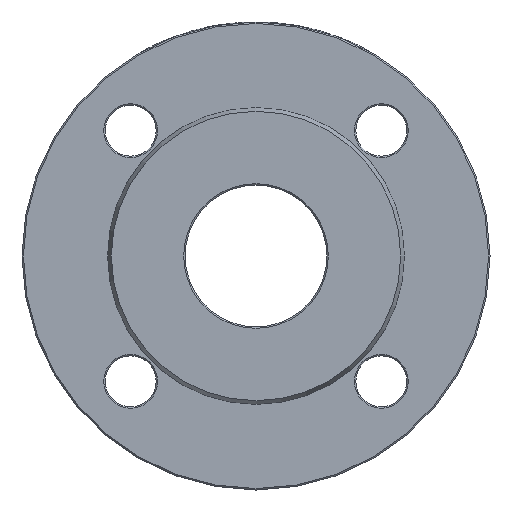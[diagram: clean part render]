
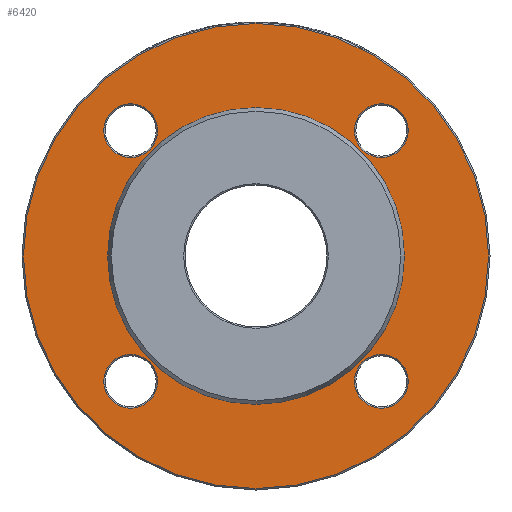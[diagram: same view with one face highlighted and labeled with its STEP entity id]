
A CAD part, left-side view. The second image highlights one B-rep face of the part: STEP entity #6420.
In plain terms, the highlighted planar face has unit normal (-1, 0, 0).
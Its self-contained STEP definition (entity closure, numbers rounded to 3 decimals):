
#7 = AXIS2_PLACEMENT_3D ( 'NONE', #4071, #4147, #1187 ) ;
#27 = DIRECTION ( 'NONE',  ( 0., 0., -1. ) ) ;
#286 = CARTESIAN_POINT ( 'NONE',  ( 3., -44.194, 53.694 ) ) ;
#387 = AXIS2_PLACEMENT_3D ( 'NONE', #1821, #4118, #4564 ) ;
#430 = DIRECTION ( 'NONE',  ( 1., 0., 0. ) ) ;
#505 = FACE_BOUND ( 'NONE', #6024, .T. ) ;
#720 = CIRCLE ( 'NONE', #3836, 9.5 ) ;
#735 = DIRECTION ( 'NONE',  ( 0., 0., -1. ) ) ;
#747 = EDGE_CURVE ( 'NONE', #5350, #5350, #6833, .T. ) ;
#876 = CIRCLE ( 'NONE', #387, 9.5 ) ;
#1116 = CIRCLE ( 'NONE', #4583, 82. ) ;
#1133 = ORIENTED_EDGE ( 'NONE', *, *, #747, .T. ) ;
#1187 = DIRECTION ( 'NONE',  ( 0., 1., 0. ) ) ;
#1194 = CARTESIAN_POINT ( 'NONE',  ( 3., 44.194, -44.194 ) ) ;
#1322 = EDGE_LOOP ( 'NONE', ( #6463 ) ) ;
#1341 = CIRCLE ( 'NONE', #5998, 52.336 ) ;
#1399 = ORIENTED_EDGE ( 'NONE', *, *, #1668, .F. ) ;
#1489 = FACE_BOUND ( 'NONE', #2637, .T. ) ;
#1637 = FACE_BOUND ( 'NONE', #4744, .T. ) ;
#1668 = EDGE_CURVE ( 'NONE', #2015, #2015, #1341, .T. ) ;
#1712 = AXIS2_PLACEMENT_3D ( 'NONE', #2802, #430, #3774 ) ;
#1821 = CARTESIAN_POINT ( 'NONE',  ( 3., -44.194, -44.194 ) ) ;
#1829 = ORIENTED_EDGE ( 'NONE', *, *, #3139, .T. ) ;
#1901 = CARTESIAN_POINT ( 'NONE',  ( 3., 44.194, -53.694 ) ) ;
#2015 = VERTEX_POINT ( 'NONE', #5458 ) ;
#2067 = AXIS2_PLACEMENT_3D ( 'NONE', #1194, #5199, #27 ) ;
#2637 = EDGE_LOOP ( 'NONE', ( #1133 ) ) ;
#2802 = CARTESIAN_POINT ( 'NONE',  ( 3., 52.336, 0. ) ) ;
#3069 = VERTEX_POINT ( 'NONE', #286 ) ;
#3139 = EDGE_CURVE ( 'NONE', #3069, #3069, #720, .T. ) ;
#3594 = CARTESIAN_POINT ( 'NONE',  ( 3., 0., 0. ) ) ;
#3672 = CARTESIAN_POINT ( 'NONE',  ( 3., -53.694, -44.194 ) ) ;
#3741 = CARTESIAN_POINT ( 'NONE',  ( 3., 53.694, 44.194 ) ) ;
#3774 = DIRECTION ( 'NONE',  ( 0., 0., -1. ) ) ;
#3790 = DIRECTION ( 'NONE',  ( -1., 0., 0. ) ) ;
#3809 = FACE_BOUND ( 'NONE', #6313, .T. ) ;
#3836 = AXIS2_PLACEMENT_3D ( 'NONE', #5335, #4813, #6964 ) ;
#4071 = CARTESIAN_POINT ( 'NONE',  ( 3., 44.194, 44.194 ) ) ;
#4118 = DIRECTION ( 'NONE',  ( 1., 0., 0. ) ) ;
#4147 = DIRECTION ( 'NONE',  ( 1., 0., 0. ) ) ;
#4227 = CIRCLE ( 'NONE', #2067, 9.5 ) ;
#4308 = VERTEX_POINT ( 'NONE', #1901 ) ;
#4342 = FACE_BOUND ( 'NONE', #1322, .T. ) ;
#4488 = PLANE ( 'NONE',  #1712 ) ;
#4564 = DIRECTION ( 'NONE',  ( 0., -1., 0. ) ) ;
#4583 = AXIS2_PLACEMENT_3D ( 'NONE', #3594, #5867, #735 ) ;
#4688 = EDGE_CURVE ( 'NONE', #4308, #4308, #4227, .T. ) ;
#4744 = EDGE_LOOP ( 'NONE', ( #1399 ) ) ;
#4813 = DIRECTION ( 'NONE',  ( 1., 0., 0. ) ) ;
#4974 = FACE_OUTER_BOUND ( 'NONE', #7245, .T. ) ;
#5199 = DIRECTION ( 'NONE',  ( 1., 0., 0. ) ) ;
#5335 = CARTESIAN_POINT ( 'NONE',  ( 3., -44.194, 44.194 ) ) ;
#5350 = VERTEX_POINT ( 'NONE', #3741 ) ;
#5458 = CARTESIAN_POINT ( 'NONE',  ( 3., 0., 52.336 ) ) ;
#5725 = ORIENTED_EDGE ( 'NONE', *, *, #6293, .T. ) ;
#5867 = DIRECTION ( 'NONE',  ( -1., 0., 0. ) ) ;
#5946 = CARTESIAN_POINT ( 'NONE',  ( 3., 0., -82. ) ) ;
#5998 = AXIS2_PLACEMENT_3D ( 'NONE', #6693, #3790, #7100 ) ;
#6024 = EDGE_LOOP ( 'NONE', ( #1829 ) ) ;
#6293 = EDGE_CURVE ( 'NONE', #6470, #6470, #876, .T. ) ;
#6313 = EDGE_LOOP ( 'NONE', ( #5725 ) ) ;
#6332 = EDGE_CURVE ( 'NONE', #6578, #6578, #1116, .T. ) ;
#6420 = ADVANCED_FACE ( 'NONE', ( #3809, #505, #1489, #4342, #4974, #1637 ), #4488, .F. ) ;
#6463 = ORIENTED_EDGE ( 'NONE', *, *, #4688, .T. ) ;
#6470 = VERTEX_POINT ( 'NONE', #3672 ) ;
#6578 = VERTEX_POINT ( 'NONE', #5946 ) ;
#6693 = CARTESIAN_POINT ( 'NONE',  ( 3., 0., 0. ) ) ;
#6833 = CIRCLE ( 'NONE', #7, 9.5 ) ;
#6964 = DIRECTION ( 'NONE',  ( 0., 0., 1. ) ) ;
#7082 = ORIENTED_EDGE ( 'NONE', *, *, #6332, .T. ) ;
#7100 = DIRECTION ( 'NONE',  ( 0., 0., 1. ) ) ;
#7245 = EDGE_LOOP ( 'NONE', ( #7082 ) ) ;
